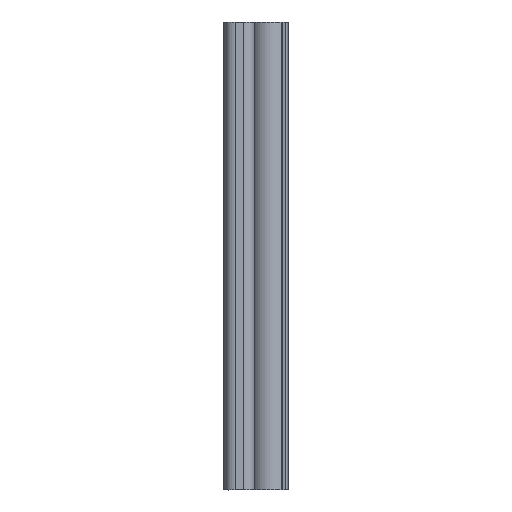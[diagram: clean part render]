
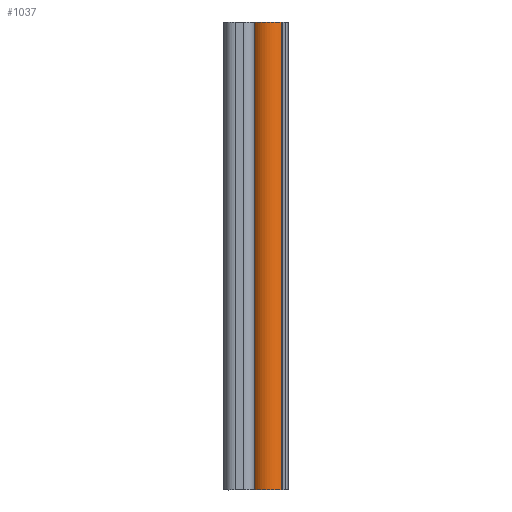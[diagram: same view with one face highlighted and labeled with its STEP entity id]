
A CAD part, top view. The second image highlights one B-rep face of the part: STEP entity #1037.
In plain terms, the highlighted free-form (B-spline) face has degree [1, 2] with [2, 3] control points.
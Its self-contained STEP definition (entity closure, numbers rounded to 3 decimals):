
#211=CARTESIAN_POINT('',(17.853,0.0,14.437));
#212=VERTEX_POINT('',#211);
#226=CARTESIAN_POINT('',(6.5,0.0,13.017));
#227=VERTEX_POINT('',#226);
#228=CARTESIAN_POINT('',(17.853,0.0,14.437));
#229=CARTESIAN_POINT('',(15.216,0.0,16.523));
#230=CARTESIAN_POINT('',(11.879,0.0,16.106));
#231=CARTESIAN_POINT('',(8.542,0.0,15.688));
#232=CARTESIAN_POINT('',(6.5,0.0,13.017));
#240=(BOUNDED_CURVE()B_SPLINE_CURVE(2,(#228,#229,#230,#231,#232),.UNSPECIFIED.,.F.,.U.)B_SPLINE_CURVE_WITH_KNOTS((3,2,3),(0.0,0.5,1.0),.UNSPECIFIED.)CURVE()GEOMETRIC_REPRESENTATION_ITEM()RATIONAL_B_SPLINE_CURVE((1.0,0.922,1.0,0.922,1.0))REPRESENTATION_ITEM(''));
#241=EDGE_CURVE('',#212,#227,#240,.T.);
#554=CARTESIAN_POINT('',(6.5,200.0,13.017));
#555=VERTEX_POINT('',#554);
#561=CARTESIAN_POINT('',(17.853,200.0,14.437));
#562=VERTEX_POINT('',#561);
#563=CARTESIAN_POINT('',(17.853,200.0,14.437));
#564=CARTESIAN_POINT('',(15.216,200.,16.523));
#565=CARTESIAN_POINT('',(11.879,200.0,16.106));
#566=CARTESIAN_POINT('',(8.542,200.,15.688));
#567=CARTESIAN_POINT('',(6.5,200.0,13.017));
#575=(BOUNDED_CURVE()B_SPLINE_CURVE(2,(#563,#564,#565,#566,#567),.UNSPECIFIED.,.F.,.U.)B_SPLINE_CURVE_WITH_KNOTS((3,2,3),(0.0,0.5,1.0),.UNSPECIFIED.)CURVE()GEOMETRIC_REPRESENTATION_ITEM()RATIONAL_B_SPLINE_CURVE((1.0,0.922,1.0,0.922,1.0))REPRESENTATION_ITEM(''));
#576=EDGE_CURVE('',#562,#555,#575,.T.);
#1003=CARTESIAN_POINT('',(6.5,200.0,13.017));
#1004=CARTESIAN_POINT('',(6.5,0.0,13.017));
#1005=QUASI_UNIFORM_CURVE('',1,(#1003,#1004),.UNSPECIFIED.,.F.,.U.);
#1006=EDGE_CURVE('',#555,#227,#1005,.T.);
#1013=CARTESIAN_POINT('',(6.37,205.0,12.842));
#1014=CARTESIAN_POINT('',(6.37,-5.125,12.842));
#1015=CARTESIAN_POINT('',(11.64,205.,20.138));
#1016=CARTESIAN_POINT('',(11.64,-5.125,20.138));
#1017=CARTESIAN_POINT('',(18.287,205.,14.068));
#1018=CARTESIAN_POINT('',(18.287,-5.125,14.068));
#1026=(BOUNDED_SURFACE()B_SPLINE_SURFACE(1,2,((#1013,#1015,#1017),(#1014,#1016,#1018)),.UNSPECIFIED.,.F.,.F.,.U.)B_SPLINE_SURFACE_WITH_KNOTS((2,2),(3,3),(0.0,210.125),(0.0,14.386),.UNSPECIFIED.)GEOMETRIC_REPRESENTATION_ITEM()RATIONAL_B_SPLINE_SURFACE(((1.0,0.664,0.997),(1.0,0.664,0.997)))REPRESENTATION_ITEM('')SURFACE());
#1027=ORIENTED_EDGE('',*,*,#241,.F.);
#1028=CARTESIAN_POINT('',(17.853,200.0,14.437));
#1029=CARTESIAN_POINT('',(17.853,0.0,14.437));
#1030=QUASI_UNIFORM_CURVE('',1,(#1028,#1029),.UNSPECIFIED.,.F.,.U.);
#1031=EDGE_CURVE('',#562,#212,#1030,.T.);
#1032=ORIENTED_EDGE('',*,*,#1031,.F.);
#1033=ORIENTED_EDGE('',*,*,#576,.T.);
#1034=ORIENTED_EDGE('',*,*,#1006,.T.);
#1035=EDGE_LOOP('',(#1027,#1032,#1033,#1034));
#1036=FACE_OUTER_BOUND('',#1035,.T.);
#1037=ADVANCED_FACE('',(#1036),#1026,.T.);
